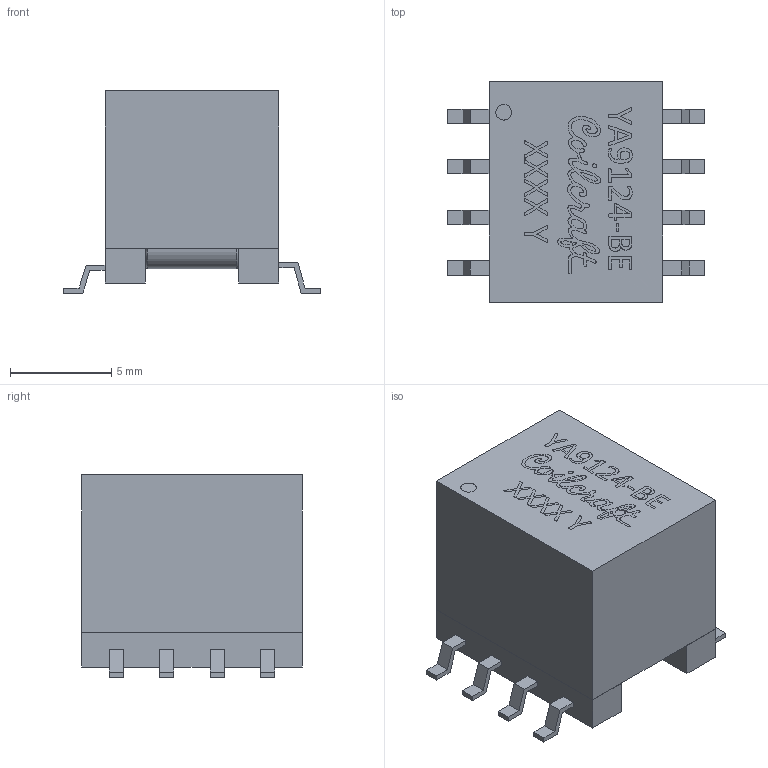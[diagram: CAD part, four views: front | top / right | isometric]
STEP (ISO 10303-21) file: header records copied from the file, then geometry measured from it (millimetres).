
FILE_DESCRIPTION(('FreeCAD Model'),'2;1');
FILE_NAME('Coilcraft-YA9124-BE.step', '2020-11-10T17:04:09',('kicad StepUp'),('ksu MCAD'), 'Open CASCADE STEP processor 7.3','FreeCAD','Unknown');
FILE_SCHEMA(('AUTOMOTIVE_DESIGN { 1 0 10303 214 1 1 1 1 }'));
Length unit declared in the file: millimetre
Products named in the file (1): Coilcraft-YA9124-BE
Bounding box: 12.7 x 10.92 x 10 mm (x, y, z)
Volume: 844.6 mm3; surface area: 731.3 mm2
Topology: 3 solids, 3 shells, 128 faces, 1932 edges, 5710 vertices
Faces by surface type: plane 120, cylinder 4, bspline 4
Entity records: 27002 total; most frequent: CARTESIAN_POINT 16660, GEOMETRIC_CURVE_SET 1289, ORIENTED_EDGE 1288, TRIMMED_CURVE 1288, B_SPLINE_CURVE_WITH_KNOTS 1173, DIRECTION 1009, LINE 711, VECTOR 711
